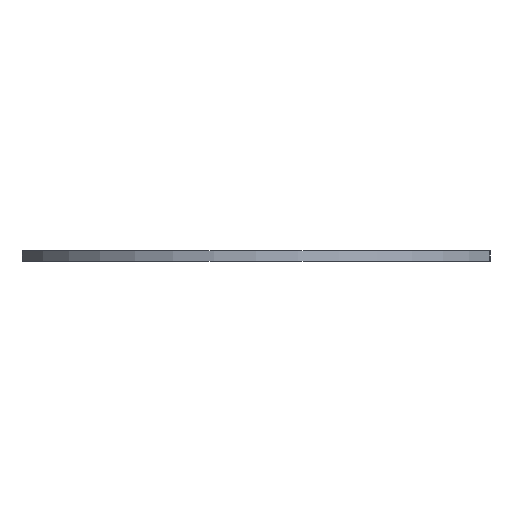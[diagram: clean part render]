
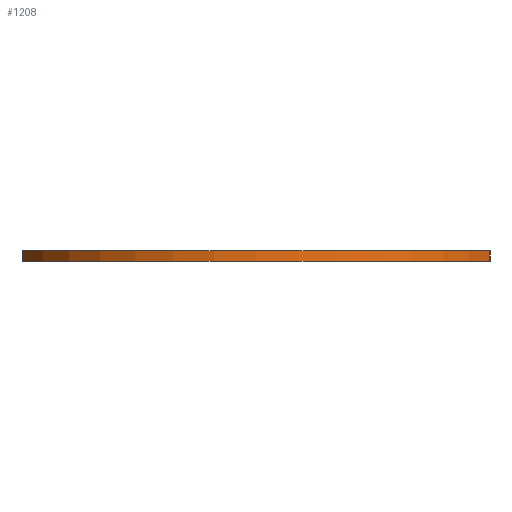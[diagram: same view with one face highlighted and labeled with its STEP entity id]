
A CAD part, front view. The second image highlights one B-rep face of the part: STEP entity #1208.
In plain terms, the highlighted cylindrical face has radius 227.012 mm (diameter 454.025 mm), a partial arc.
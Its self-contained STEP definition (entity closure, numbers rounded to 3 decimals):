
#156=FACE_OUTER_BOUND('',#212,.T.);
#212=EDGE_LOOP('',(#991,#992,#993,#994));
#354=LINE('',#2088,#420);
#355=LINE('',#2094,#421);
#420=VECTOR('',#1722,10.);
#421=VECTOR('',#1729,10.);
#513=CIRCLE('',#1369,227.012);
#514=CIRCLE('',#1370,227.012);
#619=VERTEX_POINT('',#2084);
#620=VERTEX_POINT('',#2086);
#621=VERTEX_POINT('',#2090);
#622=VERTEX_POINT('',#2092);
#778=EDGE_CURVE('',#619,#620,#354,.T.);
#779=EDGE_CURVE('',#621,#619,#513,.T.);
#780=EDGE_CURVE('',#622,#620,#514,.T.);
#781=EDGE_CURVE('',#621,#622,#355,.T.);
#991=ORIENTED_EDGE('',*,*,#779,.T.);
#992=ORIENTED_EDGE('',*,*,#778,.T.);
#993=ORIENTED_EDGE('',*,*,#780,.F.);
#994=ORIENTED_EDGE('',*,*,#781,.F.);
#1155=CYLINDRICAL_SURFACE('',#1368,227.012);
#1208=ADVANCED_FACE('',(#156),#1155,.T.);
#1368=AXIS2_PLACEMENT_3D('',#2089,#1723,#1724);
#1369=AXIS2_PLACEMENT_3D('',#2091,#1725,#1726);
#1370=AXIS2_PLACEMENT_3D('',#2093,#1727,#1728);
#1722=DIRECTION('',(0.,0.,1.));
#1723=DIRECTION('center_axis',(0.,0.,1.));
#1724=DIRECTION('ref_axis',(-0.915,-0.404,0.));
#1725=DIRECTION('center_axis',(0.,0.,1.));
#1726=DIRECTION('ref_axis',(-0.915,-0.404,0.));
#1727=DIRECTION('center_axis',(0.,0.,1.));
#1728=DIRECTION('ref_axis',(-0.915,-0.404,0.));
#1729=DIRECTION('',(0.,0.,1.));
#2084=CARTESIAN_POINT('',(207.689,-91.65,0.));
#2086=CARTESIAN_POINT('',(207.689,-91.65,9.525));
#2088=CARTESIAN_POINT('',(207.689,-91.65,0.));
#2089=CARTESIAN_POINT('Origin',(0.,0.,0.));
#2090=CARTESIAN_POINT('',(-207.689,-91.65,0.));
#2091=CARTESIAN_POINT('Origin',(0.,0.,0.));
#2092=CARTESIAN_POINT('',(-207.689,-91.65,9.525));
#2093=CARTESIAN_POINT('Origin',(0.,0.,9.525));
#2094=CARTESIAN_POINT('',(-207.689,-91.65,0.));
